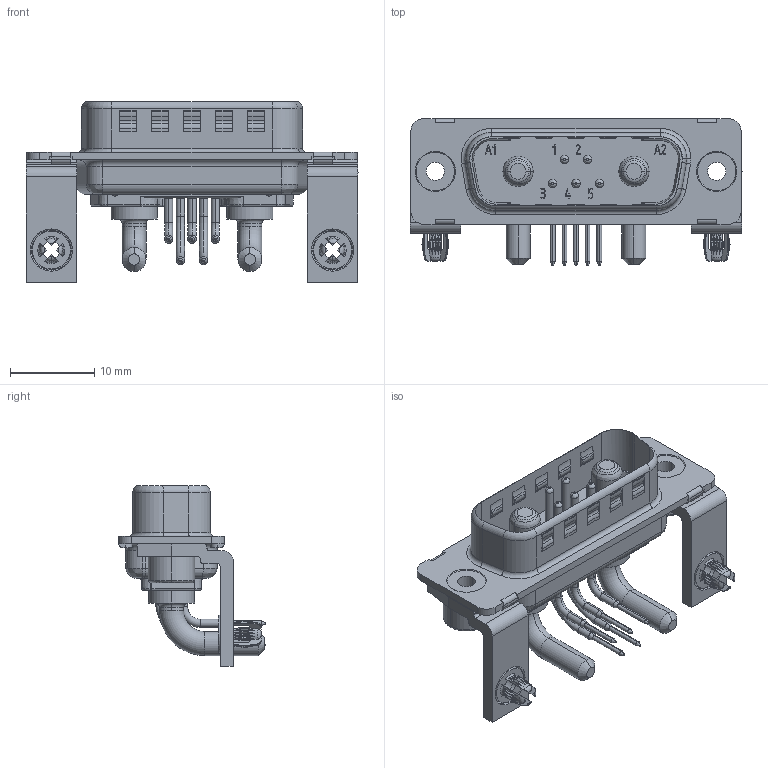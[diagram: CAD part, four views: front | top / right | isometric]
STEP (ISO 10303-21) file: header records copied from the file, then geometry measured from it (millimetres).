
FILE_DESCRIPTION(/* description */ (''),/* implementation_level */ '2;1');
FILE_NAME(/* name */ '100633093ugm000_b.stp',/* time_stamp */ '2022-04-26T14:08:27+02:00',/* author */ (''),/* organization */ (''),/* preprocessor_version */ 'ST-DEVELOPER v16.7',/* originating_system */ 'SIEMENS PLM Software NX 1911',/* authorisation */ '');
FILE_SCHEMA (('AUTOMOTIVE_DESIGN { 1 0 10303 214 3 1 1 1 }'));
Length unit declared in the file: millimetre
Products named in the file (1): 100633093ugm000_b
Bounding box: 39.3 x 17.35 x 21.4 mm (x, y, z)
Volume: 2781.2 mm3; surface area: 3722.4 mm2
Topology: 1 solids, 1 shells, 1289 faces, 3433 edges, 2214 vertices
Faces by surface type: plane 565, cylinder 385, extrusion 123, cone 94, torus 93, bspline 21, sphere 8
Entity records: 52835 total; most frequent: CARTESIAN_POINT 12405, ORIENTED_EDGE 6866, DIRECTION 6121, EDGE_CURVE 3433, VERTEX_POINT 2213, AXIS2_PLACEMENT_3D 2199, VECTOR 1723, LINE 1600
